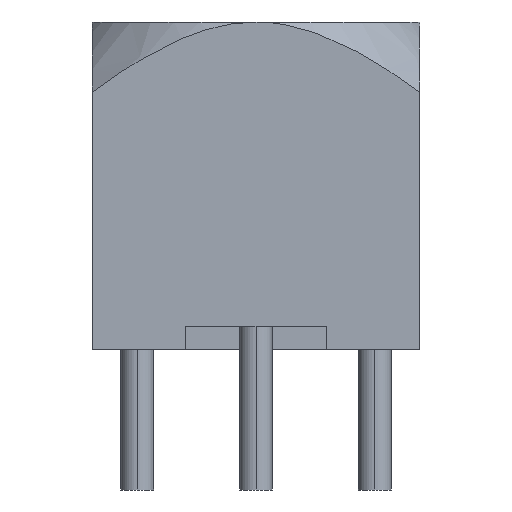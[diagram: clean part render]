
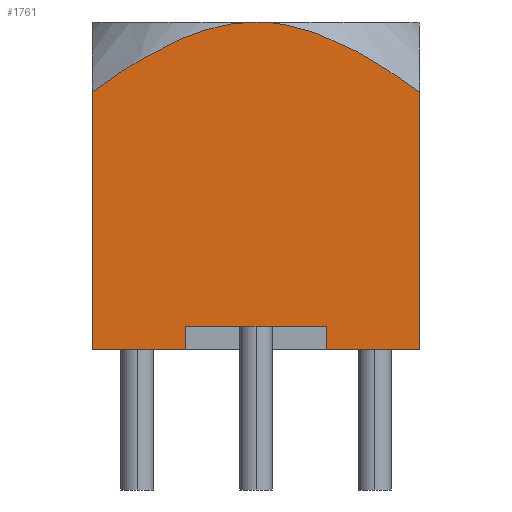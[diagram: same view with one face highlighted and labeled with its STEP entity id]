
A CAD part, left-side view. The second image highlights one B-rep face of the part: STEP entity #1761.
In plain terms, the highlighted planar face has unit normal (-1, 0, 0).
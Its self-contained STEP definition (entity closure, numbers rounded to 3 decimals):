
#1152=CARTESIAN_POINT('',(-3.5,-1.5,0.5));
#1153=VERTEX_POINT('',#1152);
#1160=CARTESIAN_POINT('',(-3.5,1.5,0.5));
#1161=VERTEX_POINT('',#1160);
#1162=CARTESIAN_POINT('',(-3.5,1.5,0.5));
#1163=DIRECTION('',(0.0,-1.0,0.0));
#1164=VECTOR('',#1163,3.0);
#1165=LINE('',#1162,#1164);
#1166=EDGE_CURVE('',#1161,#1153,#1165,.T.);
#1239=CARTESIAN_POINT('',(-3.5,1.5,0.0));
#1240=VERTEX_POINT('',#1239);
#1241=CARTESIAN_POINT('',(-3.5,1.5,0.0));
#1242=DIRECTION('',(0.0,0.0,1.0));
#1243=VECTOR('',#1242,0.5);
#1244=LINE('',#1241,#1243);
#1245=EDGE_CURVE('',#1240,#1161,#1244,.T.);
#1269=CARTESIAN_POINT('',(-3.5,-1.5,0.0));
#1270=VERTEX_POINT('',#1269);
#1277=CARTESIAN_POINT('',(-3.5,-1.5,0.5));
#1278=DIRECTION('',(0.0,0.0,-1.0));
#1279=VECTOR('',#1278,0.5);
#1280=LINE('',#1277,#1279);
#1281=EDGE_CURVE('',#1153,#1270,#1280,.T.);
#1374=CARTESIAN_POINT('',(-3.5,-3.5,5.5));
#1375=VERTEX_POINT('',#1374);
#1389=CARTESIAN_POINT('',(-3.5,-3.5,0.0));
#1390=VERTEX_POINT('',#1389);
#1391=CARTESIAN_POINT('',(-3.5,-3.5,0.0));
#1392=DIRECTION('',(0.0,0.0,1.0));
#1393=VECTOR('',#1392,5.5);
#1394=LINE('',#1391,#1393);
#1395=EDGE_CURVE('',#1390,#1375,#1394,.T.);
#1436=CARTESIAN_POINT('',(-3.5,3.5,0.0));
#1437=VERTEX_POINT('',#1436);
#1438=CARTESIAN_POINT('',(-3.5,3.5,0.));
#1439=DIRECTION('',(0.0,-1.0,0.0));
#1440=VECTOR('',#1439,2.);
#1441=LINE('',#1438,#1440);
#1442=EDGE_CURVE('',#1437,#1240,#1441,.T.);
#1463=CARTESIAN_POINT('',(-3.5,3.5,5.5));
#1464=VERTEX_POINT('',#1463);
#1465=CARTESIAN_POINT('',(-3.5,3.5,5.5));
#1466=DIRECTION('',(0.0,0.0,-1.0));
#1467=VECTOR('',#1466,5.5);
#1468=LINE('',#1465,#1467);
#1469=EDGE_CURVE('',#1464,#1437,#1468,.T.);
#1551=CARTESIAN_POINT('',(-3.5,-1.5,0.));
#1552=DIRECTION('',(0.0,-1.0,0.0));
#1553=VECTOR('',#1552,2.);
#1554=LINE('',#1551,#1553);
#1555=EDGE_CURVE('',#1270,#1390,#1554,.T.);
#1688=CARTESIAN_POINT('',(-3.5,0.,7.));
#1689=VERTEX_POINT('',#1688);
#1721=CARTESIAN_POINT('',(-3.5,0.,3.5));
#1722=DIRECTION('',(1.0,0.0,0.0));
#1723=DIRECTION('',(0.0,0.0,-1.0));
#1724=AXIS2_PLACEMENT_3D('',#1721,#1722,#1723);
#1725=PLANE('',#1724);
#1726=ORIENTED_EDGE('',*,*,#1281,.T.);
#1727=ORIENTED_EDGE('',*,*,#1555,.T.);
#1728=ORIENTED_EDGE('',*,*,#1395,.T.);
#1729=CARTESIAN_POINT('',(-3.5,-3.5,5.5));
#1730=CARTESIAN_POINT('',(-3.5,-1.45,7.));
#1731=CARTESIAN_POINT('',(-3.5,0.,7.));
#1739=(BOUNDED_CURVE()B_SPLINE_CURVE(2,(#1729,#1730,#1731),.UNSPECIFIED.,.F.,.U.)B_SPLINE_CURVE_WITH_KNOTS((3,3),(0.0,3.856),.UNSPECIFIED.)CURVE()GEOMETRIC_REPRESENTATION_ITEM()RATIONAL_B_SPLINE_CURVE((1.0,1.099,1.0))REPRESENTATION_ITEM(''));
#1740=EDGE_CURVE('',#1375,#1689,#1739,.T.);
#1741=ORIENTED_EDGE('',*,*,#1740,.T.);
#1742=CARTESIAN_POINT('',(-3.5,0.,7.));
#1743=CARTESIAN_POINT('',(-3.5,1.45,7.));
#1744=CARTESIAN_POINT('',(-3.5,3.5,5.5));
#1752=(BOUNDED_CURVE()B_SPLINE_CURVE(2,(#1742,#1743,#1744),.UNSPECIFIED.,.F.,.U.)B_SPLINE_CURVE_WITH_KNOTS((3,3),(3.856,7.711),.UNSPECIFIED.)CURVE()GEOMETRIC_REPRESENTATION_ITEM()RATIONAL_B_SPLINE_CURVE((1.0,1.099,1.0))REPRESENTATION_ITEM(''));
#1753=EDGE_CURVE('',#1689,#1464,#1752,.T.);
#1754=ORIENTED_EDGE('',*,*,#1753,.T.);
#1755=ORIENTED_EDGE('',*,*,#1469,.T.);
#1756=ORIENTED_EDGE('',*,*,#1442,.T.);
#1757=ORIENTED_EDGE('',*,*,#1245,.T.);
#1758=ORIENTED_EDGE('',*,*,#1166,.T.);
#1759=EDGE_LOOP('',(#1726,#1727,#1728,#1741,#1754,#1755,#1756,#1757,#1758));
#1760=FACE_OUTER_BOUND('',#1759,.T.);
#1761=ADVANCED_FACE('',(#1760),#1725,.F.);
